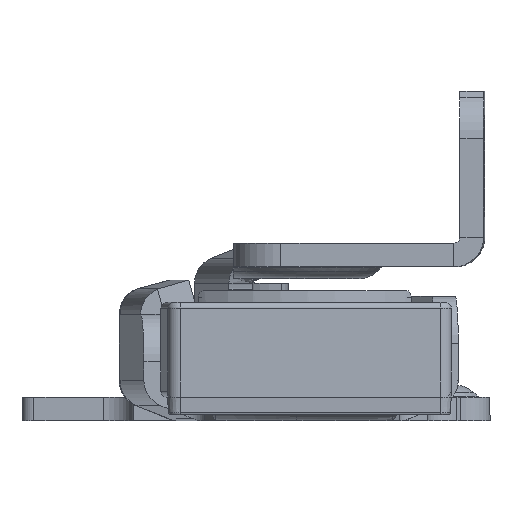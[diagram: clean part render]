
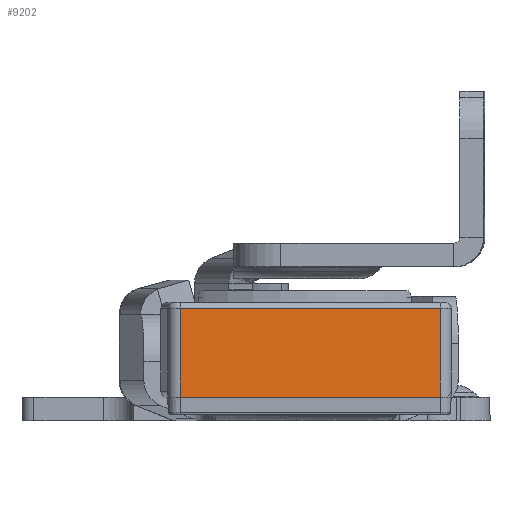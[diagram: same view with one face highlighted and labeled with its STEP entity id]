
A CAD part, left-side view. The second image highlights one B-rep face of the part: STEP entity #9202.
In plain terms, the highlighted face is planar.
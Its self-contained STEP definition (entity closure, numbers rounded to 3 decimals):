
#455 = PLANE ( 'NONE',  #2501 ) ;
#1004 = LINE ( 'NONE', #3240, #8965 ) ;
#1117 = ORIENTED_EDGE ( 'NONE', *, *, #3874, .F. ) ;
#1366 = CARTESIAN_POINT ( 'NONE',  ( 10., 11., 0.5 ) ) ;
#1407 = ORIENTED_EDGE ( 'NONE', *, *, #5703, .T. ) ;
#1497 = CARTESIAN_POINT ( 'NONE',  ( 10., 11., 8. ) ) ;
#2501 = AXIS2_PLACEMENT_3D ( 'NONE', #1497, #9419, #14020 ) ;
#3240 = CARTESIAN_POINT ( 'NONE',  ( 10., 11., 8. ) ) ;
#3281 = CARTESIAN_POINT ( 'NONE',  ( 10., 11., 0.5 ) ) ;
#3346 = CARTESIAN_POINT ( 'NONE',  ( 10., 11., 8. ) ) ;
#3837 = FACE_OUTER_BOUND ( 'NONE', #14362, .T. ) ;
#3874 = EDGE_CURVE ( 'NONE', #10680, #13899, #1004, .T. ) ;
#4264 = VECTOR ( 'NONE', #6461, 1000. ) ;
#4925 = VERTEX_POINT ( 'NONE', #10309 ) ;
#5703 = EDGE_CURVE ( 'NONE', #7017, #4925, #8536, .T. ) ;
#6314 = CARTESIAN_POINT ( 'NONE',  ( 10., -11., 8. ) ) ;
#6461 = DIRECTION ( 'NONE',  ( 0., 0., -1. ) ) ;
#6482 = LINE ( 'NONE', #11205, #11206 ) ;
#7017 = VERTEX_POINT ( 'NONE', #9654 ) ;
#7461 = EDGE_CURVE ( 'NONE', #10680, #7017, #6482, .T. ) ;
#8218 = LINE ( 'NONE', #3281, #9809 ) ;
#8536 = LINE ( 'NONE', #6314, #4264 ) ;
#8965 = VECTOR ( 'NONE', #8972, 1000. ) ;
#8972 = DIRECTION ( 'NONE',  ( 0., 0., -1. ) ) ;
#9202 = ADVANCED_FACE ( 'NONE', ( #3837 ), #455, .T. ) ;
#9419 = DIRECTION ( 'NONE',  ( 1., 0., 0. ) ) ;
#9654 = CARTESIAN_POINT ( 'NONE',  ( 10., -11., 8. ) ) ;
#9809 = VECTOR ( 'NONE', #10498, 1000. ) ;
#10080 = DIRECTION ( 'NONE',  ( 0., -1., 0. ) ) ;
#10309 = CARTESIAN_POINT ( 'NONE',  ( 10., -11., 0.5 ) ) ;
#10498 = DIRECTION ( 'NONE',  ( 0., 1., 0. ) ) ;
#10680 = VERTEX_POINT ( 'NONE', #3346 ) ;
#11205 = CARTESIAN_POINT ( 'NONE',  ( 10., 11., 8. ) ) ;
#11206 = VECTOR ( 'NONE', #10080, 1000. ) ;
#12620 = ORIENTED_EDGE ( 'NONE', *, *, #13477, .T. ) ;
#13477 = EDGE_CURVE ( 'NONE', #4925, #13899, #8218, .T. ) ;
#13574 = ORIENTED_EDGE ( 'NONE', *, *, #7461, .T. ) ;
#13899 = VERTEX_POINT ( 'NONE', #1366 ) ;
#14020 = DIRECTION ( 'NONE',  ( 0., 0., -1. ) ) ;
#14362 = EDGE_LOOP ( 'NONE', ( #1407, #12620, #1117, #13574 ) ) ;
